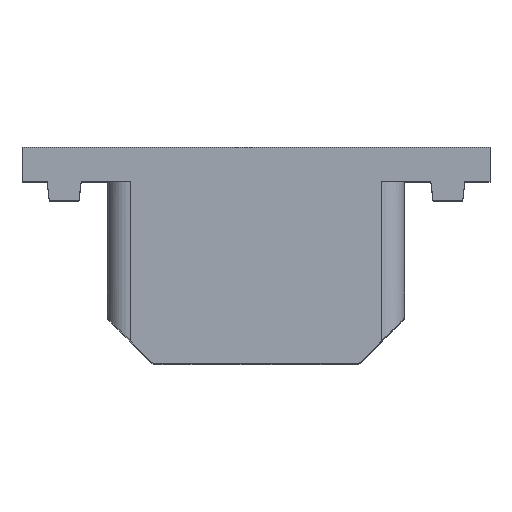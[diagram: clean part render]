
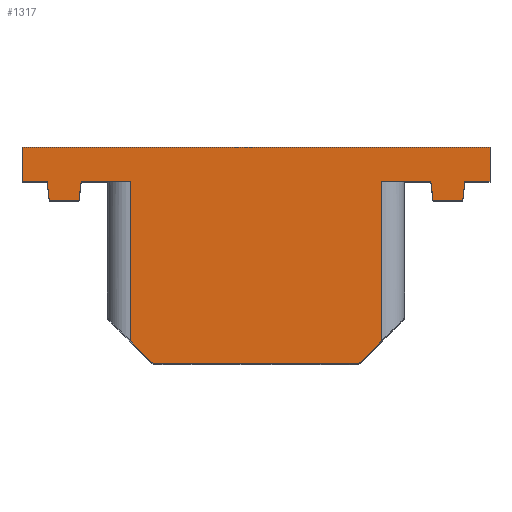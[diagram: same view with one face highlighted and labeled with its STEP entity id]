
A CAD part, top view. The second image highlights one B-rep face of the part: STEP entity #1317.
In plain terms, the highlighted planar face has unit normal (0, 0, 1).
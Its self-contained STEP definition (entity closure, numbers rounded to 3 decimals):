
#208 = VERTEX_POINT('',#209);
#209 = CARTESIAN_POINT('',(19.491,-14.,60.));
#216 = EDGE_CURVE('',#208,#217,#219,.T.);
#217 = VERTEX_POINT('',#218);
#218 = CARTESIAN_POINT('',(21.491,-16.,60.));
#219 = LINE('',#220,#221);
#220 = CARTESIAN_POINT('',(19.85,-14.359,60.));
#221 = VECTOR('',#222,1.);
#222 = DIRECTION('',(0.707,-0.707,0.));
#402 = VERTEX_POINT('',#403);
#403 = CARTESIAN_POINT('',(15.194,0.,60.));
#409 = EDGE_CURVE('',#402,#410,#412,.T.);
#410 = VERTEX_POINT('',#411);
#411 = CARTESIAN_POINT('',(17.491,0.,60.));
#412 = LINE('',#413,#414);
#413 = CARTESIAN_POINT('',(15.194,0.,60.));
#414 = VECTOR('',#415,1.);
#415 = DIRECTION('',(1.,0.,0.));
#417 = EDGE_CURVE('',#410,#418,#420,.T.);
#418 = VERTEX_POINT('',#419);
#419 = CARTESIAN_POINT('',(19.491,0.,60.));
#420 = LINE('',#421,#422);
#421 = CARTESIAN_POINT('',(22.858,0.,60.));
#422 = VECTOR('',#423,1.);
#423 = DIRECTION('',(1.,0.,0.));
#478 = VERTEX_POINT('',#479);
#479 = CARTESIAN_POINT('',(39.55,-16.,60.));
#485 = EDGE_CURVE('',#478,#486,#488,.T.);
#486 = VERTEX_POINT('',#487);
#487 = CARTESIAN_POINT('',(41.55,-14.,60.));
#488 = LINE('',#489,#490);
#489 = CARTESIAN_POINT('',(41.191,-14.359,60.));
#490 = VECTOR('',#491,1.);
#491 = DIRECTION('',(0.707,0.707,0.));
#575 = VERTEX_POINT('',#576);
#576 = CARTESIAN_POINT('',(41.55,0.,60.));
#583 = EDGE_CURVE('',#584,#575,#586,.T.);
#584 = VERTEX_POINT('',#585);
#585 = CARTESIAN_POINT('',(43.55,0.,60.));
#586 = LINE('',#587,#588);
#587 = CARTESIAN_POINT('',(37.035,0.,60.));
#588 = VECTOR('',#589,1.);
#589 = DIRECTION('',(-1.,0.,0.));
#591 = EDGE_CURVE('',#584,#592,#594,.T.);
#592 = VERTEX_POINT('',#593);
#593 = CARTESIAN_POINT('',(45.847,0.,60.));
#594 = LINE('',#595,#596);
#595 = CARTESIAN_POINT('',(43.55,0.,60.));
#596 = VECTOR('',#597,1.);
#597 = DIRECTION('',(1.,0.,0.));
#761 = VERTEX_POINT('',#762);
#762 = CARTESIAN_POINT('',(10.,0.,60.));
#768 = EDGE_CURVE('',#761,#769,#771,.T.);
#769 = VERTEX_POINT('',#770);
#770 = CARTESIAN_POINT('',(12.197,0.,60.));
#771 = LINE('',#772,#773);
#772 = CARTESIAN_POINT('',(10.,0.,60.));
#773 = VECTOR('',#774,1.);
#774 = DIRECTION('',(1.,0.,0.));
#877 = VERTEX_POINT('',#878);
#878 = CARTESIAN_POINT('',(10.,3.,60.));
#884 = EDGE_CURVE('',#877,#761,#885,.T.);
#885 = LINE('',#886,#887);
#886 = CARTESIAN_POINT('',(10.,3.,60.));
#887 = VECTOR('',#888,1.);
#888 = DIRECTION('',(0.,-1.,0.));
#926 = VERTEX_POINT('',#927);
#927 = CARTESIAN_POINT('',(51.041,3.,60.));
#933 = EDGE_CURVE('',#926,#877,#934,.T.);
#934 = LINE('',#935,#936);
#935 = CARTESIAN_POINT('',(51.041,3.,60.));
#936 = VECTOR('',#937,1.);
#937 = DIRECTION('',(-1.,0.,0.));
#1192 = VERTEX_POINT('',#1193);
#1193 = CARTESIAN_POINT('',(48.844,0.,60.));
#1199 = EDGE_CURVE('',#1192,#1200,#1202,.T.);
#1200 = VERTEX_POINT('',#1201);
#1201 = CARTESIAN_POINT('',(51.041,0.,60.));
#1202 = LINE('',#1203,#1204);
#1203 = CARTESIAN_POINT('',(48.844,0.,60.));
#1204 = VECTOR('',#1205,1.);
#1205 = DIRECTION('',(1.,0.,0.));
#1222 = EDGE_CURVE('',#1200,#926,#1223,.T.);
#1223 = LINE('',#1224,#1225);
#1224 = CARTESIAN_POINT('',(51.041,0.,60.));
#1225 = VECTOR('',#1226,1.);
#1226 = DIRECTION('',(0.,1.,0.));
#1306 = EDGE_CURVE('',#217,#478,#1307,.T.);
#1307 = LINE('',#1308,#1309);
#1308 = CARTESIAN_POINT('',(17.491,-16.,60.));
#1309 = VECTOR('',#1310,1.);
#1310 = DIRECTION('',(1.,0.,0.));
#1317 = ADVANCED_FACE('',(#1318),#1388,.T.);
#1318 = FACE_BOUND('',#1319,.T.);
#1319 = EDGE_LOOP('',(#1320,#1321,#1322,#1323,#1329,#1330,#1331,#1339,
    #1347,#1353,#1354,#1355,#1356,#1357,#1358,#1366,#1374,#1380,#1381,
    #1382));
#1320 = ORIENTED_EDGE('',*,*,#216,.T.);
#1321 = ORIENTED_EDGE('',*,*,#1306,.T.);
#1322 = ORIENTED_EDGE('',*,*,#485,.T.);
#1323 = ORIENTED_EDGE('',*,*,#1324,.T.);
#1324 = EDGE_CURVE('',#486,#575,#1325,.T.);
#1325 = LINE('',#1326,#1327);
#1326 = CARTESIAN_POINT('',(41.55,-12.,60.));
#1327 = VECTOR('',#1328,1.);
#1328 = DIRECTION('',(0.,1.,0.));
#1329 = ORIENTED_EDGE('',*,*,#583,.F.);
#1330 = ORIENTED_EDGE('',*,*,#591,.T.);
#1331 = ORIENTED_EDGE('',*,*,#1332,.T.);
#1332 = EDGE_CURVE('',#592,#1333,#1335,.T.);
#1333 = VERTEX_POINT('',#1334);
#1334 = CARTESIAN_POINT('',(46.047,-1.654,60.));
#1335 = LINE('',#1336,#1337);
#1336 = CARTESIAN_POINT('',(45.847,0.,60.));
#1337 = VECTOR('',#1338,1.);
#1338 = DIRECTION('',(0.12,-0.993,0.));
#1339 = ORIENTED_EDGE('',*,*,#1340,.T.);
#1340 = EDGE_CURVE('',#1333,#1341,#1343,.T.);
#1341 = VERTEX_POINT('',#1342);
#1342 = CARTESIAN_POINT('',(48.644,-1.654,60.));
#1343 = LINE('',#1344,#1345);
#1344 = CARTESIAN_POINT('',(46.047,-1.654,60.));
#1345 = VECTOR('',#1346,1.);
#1346 = DIRECTION('',(1.,0.,0.));
#1347 = ORIENTED_EDGE('',*,*,#1348,.T.);
#1348 = EDGE_CURVE('',#1341,#1192,#1349,.T.);
#1349 = LINE('',#1350,#1351);
#1350 = CARTESIAN_POINT('',(48.644,-1.654,60.));
#1351 = VECTOR('',#1352,1.);
#1352 = DIRECTION('',(0.12,0.993,0.));
#1353 = ORIENTED_EDGE('',*,*,#1199,.T.);
#1354 = ORIENTED_EDGE('',*,*,#1222,.T.);
#1355 = ORIENTED_EDGE('',*,*,#933,.T.);
#1356 = ORIENTED_EDGE('',*,*,#884,.T.);
#1357 = ORIENTED_EDGE('',*,*,#768,.T.);
#1358 = ORIENTED_EDGE('',*,*,#1359,.T.);
#1359 = EDGE_CURVE('',#769,#1360,#1362,.T.);
#1360 = VERTEX_POINT('',#1361);
#1361 = CARTESIAN_POINT('',(12.397,-1.654,60.));
#1362 = LINE('',#1363,#1364);
#1363 = CARTESIAN_POINT('',(12.197,0.,60.));
#1364 = VECTOR('',#1365,1.);
#1365 = DIRECTION('',(0.12,-0.993,0.));
#1366 = ORIENTED_EDGE('',*,*,#1367,.T.);
#1367 = EDGE_CURVE('',#1360,#1368,#1370,.T.);
#1368 = VERTEX_POINT('',#1369);
#1369 = CARTESIAN_POINT('',(14.994,-1.654,60.));
#1370 = LINE('',#1371,#1372);
#1371 = CARTESIAN_POINT('',(12.397,-1.654,60.));
#1372 = VECTOR('',#1373,1.);
#1373 = DIRECTION('',(1.,0.,0.));
#1374 = ORIENTED_EDGE('',*,*,#1375,.T.);
#1375 = EDGE_CURVE('',#1368,#402,#1376,.T.);
#1376 = LINE('',#1377,#1378);
#1377 = CARTESIAN_POINT('',(14.994,-1.654,60.));
#1378 = VECTOR('',#1379,1.);
#1379 = DIRECTION('',(0.12,0.993,0.));
#1380 = ORIENTED_EDGE('',*,*,#409,.T.);
#1381 = ORIENTED_EDGE('',*,*,#417,.T.);
#1382 = ORIENTED_EDGE('',*,*,#1383,.T.);
#1383 = EDGE_CURVE('',#418,#208,#1384,.T.);
#1384 = LINE('',#1385,#1386);
#1385 = CARTESIAN_POINT('',(19.491,0.,60.));
#1386 = VECTOR('',#1387,1.);
#1387 = DIRECTION('',(0.,-1.,0.));
#1388 = PLANE('',#1389);
#1389 = AXIS2_PLACEMENT_3D('',#1390,#1391,#1392);
#1390 = CARTESIAN_POINT('',(30.521,-4.406,60.));
#1391 = DIRECTION('',(0.,0.,1.));
#1392 = DIRECTION('',(1.,0.,0.));
